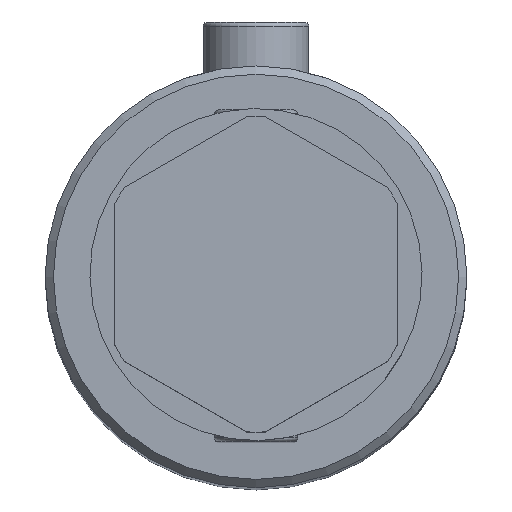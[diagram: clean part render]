
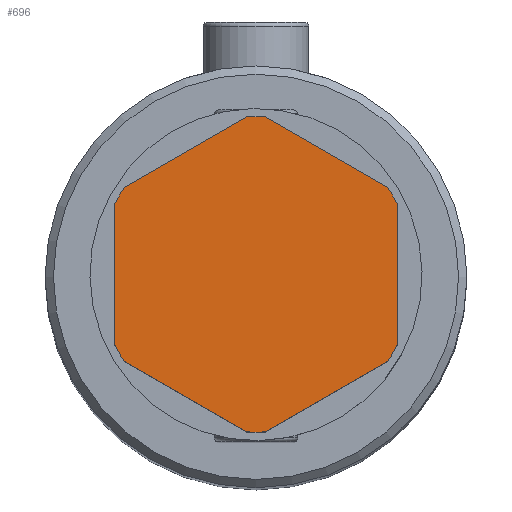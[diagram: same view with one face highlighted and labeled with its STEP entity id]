
A CAD part, top view. The second image highlights one B-rep face of the part: STEP entity #696.
In plain terms, the highlighted planar face has unit normal (0, 0, 1).
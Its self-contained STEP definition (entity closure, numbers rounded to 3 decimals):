
#17 = VECTOR ( 'NONE', #6069, 1000. ) ;
#35 = ORIENTED_EDGE ( 'NONE', *, *, #4296, .T. ) ;
#143 = DIRECTION ( 'NONE',  ( 0., 0., -1. ) ) ;
#202 = CARTESIAN_POINT ( 'NONE',  ( 70.51, -4.243, 123.9 ) ) ;
#495 = EDGE_CURVE ( 'NONE', #5155, #5744, #4646, .T. ) ;
#509 = CARTESIAN_POINT ( 'NONE',  ( 62.01, 0., 123.9 ) ) ;
#534 = EDGE_CURVE ( 'NONE', #3103, #2104, #3848, .T. ) ;
#638 = VERTEX_POINT ( 'NONE', #1785 ) ;
#696 = ADVANCED_FACE ( 'NONE', ( #5539 ), #769, .T. ) ;
#769 = PLANE ( 'NONE',  #5872 ) ;
#784 = VECTOR ( 'NONE', #4406, 1000. ) ;
#789 = VECTOR ( 'NONE', #2617, 1000. ) ;
#826 = CARTESIAN_POINT ( 'NONE',  ( 66.26, 7.361, 123.9 ) ) ;
#831 = LINE ( 'NONE', #826, #5393 ) ;
#890 = ORIENTED_EDGE ( 'NONE', *, *, #2011, .T. ) ;
#953 = VERTEX_POINT ( 'NONE', #2869 ) ;
#990 = CARTESIAN_POINT ( 'NONE',  ( 62.01, 0., 123.9 ) ) ;
#1048 = ORIENTED_EDGE ( 'NONE', *, *, #6379, .F. ) ;
#1163 = DIRECTION ( 'NONE',  ( 0.866, -0.5, 0. ) ) ;
#1167 = CIRCLE ( 'NONE', #3650, 9.5 ) ;
#1210 = CARTESIAN_POINT ( 'NONE',  ( 66.26, -7.361, 123.9 ) ) ;
#1269 = DIRECTION ( 'NONE',  ( 1., 0., 0. ) ) ;
#1275 = VERTEX_POINT ( 'NONE', #5008 ) ;
#1323 = DIRECTION ( 'NONE',  ( -1., 0., 0. ) ) ;
#1356 = ORIENTED_EDGE ( 'NONE', *, *, #1981, .F. ) ;
#1405 = DIRECTION ( 'NONE',  ( -1., 0., 0. ) ) ;
#1430 = CARTESIAN_POINT ( 'NONE',  ( 69.934, 5.24, 123.9 ) ) ;
#1473 = AXIS2_PLACEMENT_3D ( 'NONE', #4688, #143, #2132 ) ;
#1502 = VERTEX_POINT ( 'NONE', #202 ) ;
#1503 = DIRECTION ( 'NONE',  ( 0., 0., -1. ) ) ;
#1675 = EDGE_CURVE ( 'NONE', #5155, #638, #1905, .T. ) ;
#1725 = ORIENTED_EDGE ( 'NONE', *, *, #495, .F. ) ;
#1762 = CARTESIAN_POINT ( 'NONE',  ( 62.01, 0., 123.9 ) ) ;
#1778 = ORIENTED_EDGE ( 'NONE', *, *, #3095, .T. ) ;
#1785 = CARTESIAN_POINT ( 'NONE',  ( 54.086, 5.24, 123.9 ) ) ;
#1828 = ORIENTED_EDGE ( 'NONE', *, *, #1675, .T. ) ;
#1905 = LINE ( 'NONE', #5743, #789 ) ;
#1915 = CARTESIAN_POINT ( 'NONE',  ( 53.51, 0., 123.9 ) ) ;
#1981 = EDGE_CURVE ( 'NONE', #5492, #1275, #1167, .T. ) ;
#2011 = EDGE_CURVE ( 'NONE', #1502, #2104, #2687, .T. ) ;
#2084 = AXIS2_PLACEMENT_3D ( 'NONE', #990, #5142, #2602 ) ;
#2104 = VERTEX_POINT ( 'NONE', #4428 ) ;
#2132 = DIRECTION ( 'NONE',  ( -1., 0., 0. ) ) ;
#2187 = CARTESIAN_POINT ( 'NONE',  ( 62.01, 0., 123.9 ) ) ;
#2326 = AXIS2_PLACEMENT_3D ( 'NONE', #2187, #5802, #3201 ) ;
#2409 = ORIENTED_EDGE ( 'NONE', *, *, #534, .F. ) ;
#2602 = DIRECTION ( 'NONE',  ( -1., 0., 0. ) ) ;
#2617 = DIRECTION ( 'NONE',  ( -0.866, -0.5, 0. ) ) ;
#2635 = CARTESIAN_POINT ( 'NONE',  ( 53.51, 4.243, 123.9 ) ) ;
#2675 = AXIS2_PLACEMENT_3D ( 'NONE', #509, #1503, #3051 ) ;
#2687 = LINE ( 'NONE', #2749, #784 ) ;
#2745 = EDGE_CURVE ( 'NONE', #3842, #638, #6034, .T. ) ;
#2749 = CARTESIAN_POINT ( 'NONE',  ( 70.51, 0., 123.9 ) ) ;
#2798 = CARTESIAN_POINT ( 'NONE',  ( 57.76, -7.361, 123.9 ) ) ;
#2869 = CARTESIAN_POINT ( 'NONE',  ( 69.934, -5.24, 123.9 ) ) ;
#3051 = DIRECTION ( 'NONE',  ( -1., 0., 0. ) ) ;
#3064 = CIRCLE ( 'NONE', #3293, 9.5 ) ;
#3095 = EDGE_CURVE ( 'NONE', #3842, #4800, #5629, .T. ) ;
#3103 = VERTEX_POINT ( 'NONE', #1430 ) ;
#3201 = DIRECTION ( 'NONE',  ( -1., 0., 0. ) ) ;
#3293 = AXIS2_PLACEMENT_3D ( 'NONE', #4433, #5997, #1405 ) ;
#3650 = AXIS2_PLACEMENT_3D ( 'NONE', #1762, #3888, #1323 ) ;
#3818 = DIRECTION ( 'NONE',  ( -0.866, 0.5, 0. ) ) ;
#3842 = VERTEX_POINT ( 'NONE', #2635 ) ;
#3848 = CIRCLE ( 'NONE', #2084, 9.5 ) ;
#3888 = DIRECTION ( 'NONE',  ( 0., 0., -1. ) ) ;
#4103 = ORIENTED_EDGE ( 'NONE', *, *, #6043, .T. ) ;
#4243 = CARTESIAN_POINT ( 'NONE',  ( 62.586, -9.483, 123.9 ) ) ;
#4296 = EDGE_CURVE ( 'NONE', #5492, #953, #5344, .T. ) ;
#4346 = CARTESIAN_POINT ( 'NONE',  ( 62.01, 0., 123.9 ) ) ;
#4406 = DIRECTION ( 'NONE',  ( 0., 1., 0. ) ) ;
#4428 = CARTESIAN_POINT ( 'NONE',  ( 70.51, 4.243, 123.9 ) ) ;
#4433 = CARTESIAN_POINT ( 'NONE',  ( 62.01, 0., 123.9 ) ) ;
#4436 = EDGE_LOOP ( 'NONE', ( #2409, #4103, #1725, #1828, #4994, #1778, #1048, #5207, #1356, #35, #5129, #890 ) ) ;
#4611 = CARTESIAN_POINT ( 'NONE',  ( 61.434, 9.483, 123.9 ) ) ;
#4646 = CIRCLE ( 'NONE', #2675, 9.5 ) ;
#4688 = CARTESIAN_POINT ( 'NONE',  ( 62.01, 0., 123.9 ) ) ;
#4800 = VERTEX_POINT ( 'NONE', #5908 ) ;
#4885 = CARTESIAN_POINT ( 'NONE',  ( 54.086, -5.24, 123.9 ) ) ;
#4993 = LINE ( 'NONE', #2798, #5971 ) ;
#4994 = ORIENTED_EDGE ( 'NONE', *, *, #2745, .F. ) ;
#5008 = CARTESIAN_POINT ( 'NONE',  ( 61.434, -9.483, 123.9 ) ) ;
#5129 = ORIENTED_EDGE ( 'NONE', *, *, #6140, .F. ) ;
#5142 = DIRECTION ( 'NONE',  ( 0., 0., -1. ) ) ;
#5155 = VERTEX_POINT ( 'NONE', #4611 ) ;
#5180 = VECTOR ( 'NONE', #6311, 1000. ) ;
#5207 = ORIENTED_EDGE ( 'NONE', *, *, #6481, .T. ) ;
#5308 = DIRECTION ( 'NONE',  ( 0., 0., 1. ) ) ;
#5344 = LINE ( 'NONE', #1210, #5180 ) ;
#5393 = VECTOR ( 'NONE', #3818, 1000. ) ;
#5492 = VERTEX_POINT ( 'NONE', #4243 ) ;
#5539 = FACE_OUTER_BOUND ( 'NONE', #4436, .T. ) ;
#5629 = LINE ( 'NONE', #1915, #17 ) ;
#5636 = CIRCLE ( 'NONE', #1473, 9.5 ) ;
#5692 = CARTESIAN_POINT ( 'NONE',  ( 62.586, 9.483, 123.9 ) ) ;
#5743 = CARTESIAN_POINT ( 'NONE',  ( 57.76, 7.361, 123.9 ) ) ;
#5744 = VERTEX_POINT ( 'NONE', #5692 ) ;
#5802 = DIRECTION ( 'NONE',  ( 0., 0., -1. ) ) ;
#5869 = VERTEX_POINT ( 'NONE', #4885 ) ;
#5872 = AXIS2_PLACEMENT_3D ( 'NONE', #4346, #5308, #1269 ) ;
#5908 = CARTESIAN_POINT ( 'NONE',  ( 53.51, -4.243, 123.9 ) ) ;
#5971 = VECTOR ( 'NONE', #1163, 1000. ) ;
#5997 = DIRECTION ( 'NONE',  ( 0., 0., -1. ) ) ;
#6034 = CIRCLE ( 'NONE', #2326, 9.5 ) ;
#6043 = EDGE_CURVE ( 'NONE', #3103, #5744, #831, .T. ) ;
#6069 = DIRECTION ( 'NONE',  ( 0., -1., 0. ) ) ;
#6140 = EDGE_CURVE ( 'NONE', #1502, #953, #3064, .T. ) ;
#6311 = DIRECTION ( 'NONE',  ( 0.866, 0.5, 0. ) ) ;
#6379 = EDGE_CURVE ( 'NONE', #5869, #4800, #5636, .T. ) ;
#6481 = EDGE_CURVE ( 'NONE', #5869, #1275, #4993, .T. ) ;
